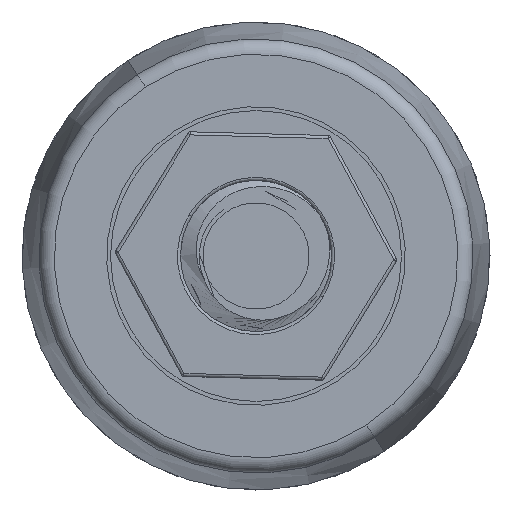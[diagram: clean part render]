
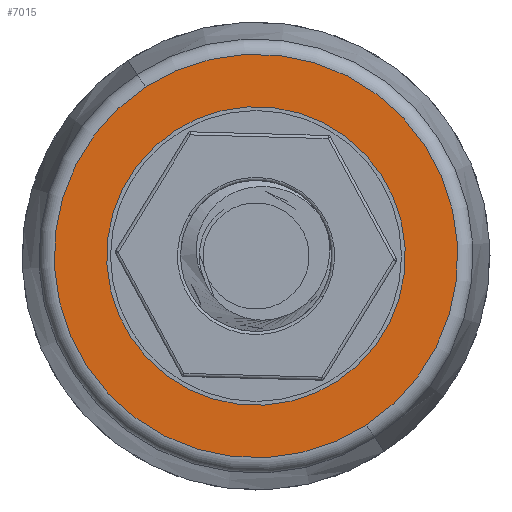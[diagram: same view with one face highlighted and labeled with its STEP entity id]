
A CAD part, front view. The second image highlights one B-rep face of the part: STEP entity #7015.
In plain terms, the highlighted planar face has unit normal (0, -1, 0).
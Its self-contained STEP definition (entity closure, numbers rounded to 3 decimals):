
#6791 = EDGE_CURVE('',#6792,#6794,#6796,.T.);
#6792 = VERTEX_POINT('',#6793);
#6793 = CARTESIAN_POINT('',(-12.911,-7.303,
    5.488));
#6794 = VERTEX_POINT('',#6795);
#6795 = CARTESIAN_POINT('',(-5.739,-7.303,
    -5.488));
#6796 = CIRCLE('',#6797,6.556);
#6797 = AXIS2_PLACEMENT_3D('',#6798,#6799,#6800);
#6798 = CARTESIAN_POINT('',(-9.325,-7.303,0.));
#6799 = DIRECTION('',(0.,-1.,0.));
#6800 = DIRECTION('',(0.547,0.,-0.837));
#6910 = VERTEX_POINT('',#6911);
#6911 = CARTESIAN_POINT('',(-6.672,-7.303,
    -4.06));
#6929 = VERTEX_POINT('',#6930);
#6930 = CARTESIAN_POINT('',(-11.978,-7.303,
    4.06));
#6936 = EDGE_CURVE('',#6929,#6910,#6937,.T.);
#6937 = CIRCLE('',#6938,4.85);
#6938 = AXIS2_PLACEMENT_3D('',#6939,#6940,#6941);
#6939 = CARTESIAN_POINT('',(-9.325,-7.303,0.));
#6940 = DIRECTION('',(0.,1.,0.));
#6941 = DIRECTION('',(0.547,0.,-0.837));
#7015 = ADVANCED_FACE('',(#7016,#7026),#7036,.F.);
#7016 = FACE_BOUND('',#7017,.T.);
#7017 = EDGE_LOOP('',(#7018,#7025));
#7018 = ORIENTED_EDGE('',*,*,#7019,.T.);
#7019 = EDGE_CURVE('',#6794,#6792,#7020,.T.);
#7020 = CIRCLE('',#7021,6.556);
#7021 = AXIS2_PLACEMENT_3D('',#7022,#7023,#7024);
#7022 = CARTESIAN_POINT('',(-9.325,-7.303,0.));
#7023 = DIRECTION('',(0.,-1.,0.));
#7024 = DIRECTION('',(0.547,0.,-0.837));
#7025 = ORIENTED_EDGE('',*,*,#6791,.T.);
#7026 = FACE_BOUND('',#7027,.T.);
#7027 = EDGE_LOOP('',(#7028,#7035));
#7028 = ORIENTED_EDGE('',*,*,#7029,.T.);
#7029 = EDGE_CURVE('',#6910,#6929,#7030,.T.);
#7030 = CIRCLE('',#7031,4.85);
#7031 = AXIS2_PLACEMENT_3D('',#7032,#7033,#7034);
#7032 = CARTESIAN_POINT('',(-9.325,-7.303,0.));
#7033 = DIRECTION('',(0.,1.,0.));
#7034 = DIRECTION('',(0.547,0.,-0.837));
#7035 = ORIENTED_EDGE('',*,*,#6936,.T.);
#7036 = PLANE('',#7037);
#7037 = AXIS2_PLACEMENT_3D('',#7038,#7039,#7040);
#7038 = CARTESIAN_POINT('',(-9.325,-7.303,0.));
#7039 = DIRECTION('',(0.,1.,0.));
#7040 = DIRECTION('',(0.547,0.,-0.837));
